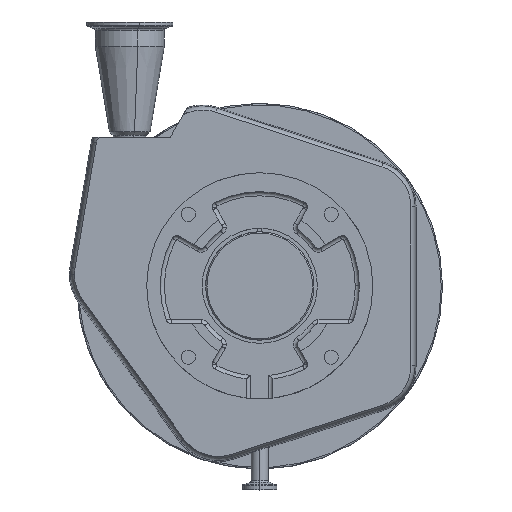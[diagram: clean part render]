
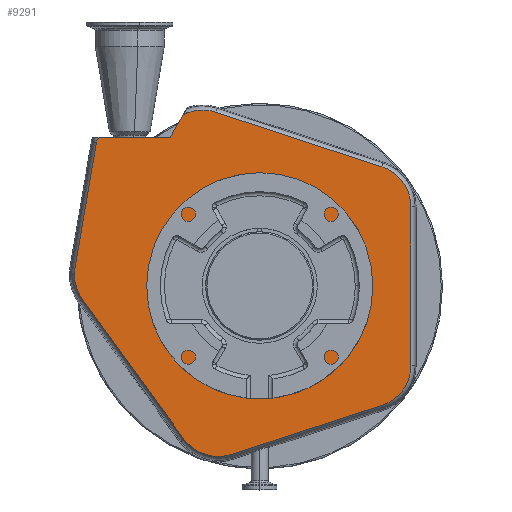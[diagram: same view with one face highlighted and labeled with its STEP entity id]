
A CAD part, top view. The second image highlights one B-rep face of the part: STEP entity #9291.
In plain terms, the highlighted planar face has unit normal (0, 0, 1).
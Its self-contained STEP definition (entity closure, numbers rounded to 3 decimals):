
#128 = CIRCLE ( 'NONE', #6932, 31.169 ) ;
#134 = ORIENTED_EDGE ( 'NONE', *, *, #10228, .F. ) ;
#259 = EDGE_CURVE ( 'NONE', #9366, #12295, #2973, .T. ) ;
#490 = EDGE_CURVE ( 'NONE', #1183, #11201, #10273, .T. ) ;
#492 = CARTESIAN_POINT ( 'NONE',  ( -21.115, -124.274, -141.5 ) ) ;
#531 = EDGE_CURVE ( 'NONE', #9389, #1183, #3350, .T. ) ;
#558 = LINE ( 'NONE', #492, #9377 ) ;
#723 = DIRECTION ( 'NONE',  ( 1., 0., 0. ) ) ;
#869 = CARTESIAN_POINT ( 'NONE',  ( 0., 175., -141.5 ) ) ;
#875 = EDGE_LOOP ( 'NONE', ( #3656, #2834, #11966, #1817, #11887, #6572, #11568, #7036, #12997, #4896, #9513, #134, #3019, #10223, #5457 ) ) ;
#1029 = EDGE_CURVE ( 'NONE', #2922, #10543, #2671, .T. ) ;
#1039 = VERTEX_POINT ( 'NONE', #7343 ) ;
#1084 = VECTOR ( 'NONE', #12645, 1000. ) ;
#1183 = VERTEX_POINT ( 'NONE', #10608 ) ;
#1245 = DIRECTION ( 'NONE',  ( 0., 0., 1. ) ) ;
#1436 = LINE ( 'NONE', #5766, #8742 ) ;
#1513 = CARTESIAN_POINT ( 'NONE',  ( 80.497, 58.485, -141.5 ) ) ;
#1614 = DIRECTION ( 'NONE',  ( 0., 0., -1. ) ) ;
#1617 = DIRECTION ( 'NONE',  ( 1., 0., 0. ) ) ;
#1630 = AXIS2_PLACEMENT_3D ( 'NONE', #1513, #5838, #13408 ) ;
#1715 = EDGE_CURVE ( 'NONE', #10543, #2922, #6116, .T. ) ;
#1789 = CARTESIAN_POINT ( 'NONE',  ( -66., 110., -141.5 ) ) ;
#1790 = EDGE_LOOP ( 'NONE', ( #11342, #8989 ) ) ;
#1817 = ORIENTED_EDGE ( 'NONE', *, *, #9253, .F. ) ;
#1846 = DIRECTION ( 'NONE',  ( 0.95, -0.313, 0. ) ) ;
#1907 = CARTESIAN_POINT ( 'NONE',  ( -120.629, 106.114, -141.5 ) ) ;
#2003 = DIRECTION ( 'NONE',  ( 0., 0., 1. ) ) ;
#2008 = CARTESIAN_POINT ( 'NONE',  ( 90.246, 88.09, -141.5 ) ) ;
#2109 = CARTESIAN_POINT ( 'NONE',  ( -54.056, 127.697, -141.5 ) ) ;
#2306 = VECTOR ( 'NONE', #13950, 1000. ) ;
#2671 = CIRCLE ( 'NONE', #10627, 55. ) ;
#2692 = DIRECTION ( 'NONE',  ( -0.588, 0.809, 0. ) ) ;
#2739 = CARTESIAN_POINT ( 'NONE',  ( 111.666, -94.63, -141.5 ) ) ;
#2832 = AXIS2_PLACEMENT_3D ( 'NONE', #869, #2003, #5285 ) ;
#2834 = ORIENTED_EDGE ( 'NONE', *, *, #7664, .T. ) ;
#2922 = VERTEX_POINT ( 'NONE', #7740 ) ;
#2971 = CARTESIAN_POINT ( 'NONE',  ( -141.268, 339.257, -141.5 ) ) ;
#2973 = LINE ( 'NONE', #5112, #6067 ) ;
#2974 = DIRECTION ( 'NONE',  ( 1., 0., 0. ) ) ;
#2997 = PLANE ( 'NONE',  #2832 ) ;
#3019 = ORIENTED_EDGE ( 'NONE', *, *, #7196, .F. ) ;
#3199 = CARTESIAN_POINT ( 'NONE',  ( -105.659, 8.501, -141.5 ) ) ;
#3313 = AXIS2_PLACEMENT_3D ( 'NONE', #7400, #11678, #6263 ) ;
#3350 = CIRCLE ( 'NONE', #10614, 31.169 ) ;
#3358 = CIRCLE ( 'NONE', #11315, 31.169 ) ;
#3656 = ORIENTED_EDGE ( 'NONE', *, *, #12875, .F. ) ;
#3866 = DIRECTION ( 'NONE',  ( 0., 0., -1. ) ) ;
#3922 = VERTEX_POINT ( 'NONE', #10494 ) ;
#4035 = CARTESIAN_POINT ( 'NONE',  ( -21.354, 187.329, -141.5 ) ) ;
#4071 = FACE_BOUND ( 'NONE', #1790, .T. ) ;
#4471 = EDGE_CURVE ( 'NONE', #1039, #9389, #13088, .T. ) ;
#4896 = ORIENTED_EDGE ( 'NONE', *, *, #8351, .F. ) ;
#4957 = CARTESIAN_POINT ( 'NONE',  ( -151.359, -74.059, -141.5 ) ) ;
#5068 = VECTOR ( 'NONE', #2692, 1000. ) ;
#5112 = CARTESIAN_POINT ( 'NONE',  ( 35.373, 106.16, -141.5 ) ) ;
#5169 = VERTEX_POINT ( 'NONE', #7076 ) ;
#5285 = DIRECTION ( 'NONE',  ( 1., 0., 0. ) ) ;
#5331 = EDGE_CURVE ( 'NONE', #5355, #10896, #1436, .T. ) ;
#5355 = VERTEX_POINT ( 'NONE', #1789 ) ;
#5417 = CARTESIAN_POINT ( 'NONE',  ( -32.427, 128.486, -141.5 ) ) ;
#5457 = ORIENTED_EDGE ( 'NONE', *, *, #13991, .F. ) ;
#5496 = DIRECTION ( 'NONE',  ( -1., 0., 0. ) ) ;
#5697 = VERTEX_POINT ( 'NONE', #8672 ) ;
#5766 = CARTESIAN_POINT ( 'NONE',  ( 0., 110., -141.5 ) ) ;
#5838 = DIRECTION ( 'NONE',  ( 0., 0., -1. ) ) ;
#5894 = DIRECTION ( 'NONE',  ( -0.951, -0.309, 0. ) ) ;
#5937 = DIRECTION ( 'NONE',  ( 0., -1., 0. ) ) ;
#5940 = DIRECTION ( 'NONE',  ( 1., 0., 0. ) ) ;
#6067 = VECTOR ( 'NONE', #1846, 1000. ) ;
#6116 = CIRCLE ( 'NONE', #8617, 55. ) ;
#6132 = VERTEX_POINT ( 'NONE', #7731 ) ;
#6263 = DIRECTION ( 'NONE',  ( 1., 0., 0. ) ) ;
#6572 = ORIENTED_EDGE ( 'NONE', *, *, #531, .F. ) ;
#6607 = CIRCLE ( 'NONE', #1630, 31.169 ) ;
#6932 = AXIS2_PLACEMENT_3D ( 'NONE', #7171, #11653, #2974 ) ;
#7005 = DIRECTION ( 'NONE',  ( 0., 0., -1. ) ) ;
#7036 = ORIENTED_EDGE ( 'NONE', *, *, #8402, .F. ) ;
#7075 = CARTESIAN_POINT ( 'NONE',  ( 80.497, -58.485, -141.5 ) ) ;
#7076 = CARTESIAN_POINT ( 'NONE',  ( -55.966, -112.948, -141.5 ) ) ;
#7171 = CARTESIAN_POINT ( 'NONE',  ( -42.176, 98.881, -141.5 ) ) ;
#7196 = EDGE_CURVE ( 'NONE', #12295, #6132, #6607, .T. ) ;
#7343 = CARTESIAN_POINT ( 'NONE',  ( -130.877, -9.817, -141.5 ) ) ;
#7375 = DIRECTION ( 'NONE',  ( -1., 0., 0. ) ) ;
#7400 = CARTESIAN_POINT ( 'NONE',  ( -113.59, 104.914, -141.5 ) ) ;
#7415 = CARTESIAN_POINT ( 'NONE',  ( 0., 0., -141.5 ) ) ;
#7664 = EDGE_CURVE ( 'NONE', #3922, #5355, #12946, .T. ) ;
#7729 = CIRCLE ( 'NONE', #9088, 228.831 ) ;
#7731 = CARTESIAN_POINT ( 'NONE',  ( 111.666, 58.485, -141.5 ) ) ;
#7740 = CARTESIAN_POINT ( 'NONE',  ( -55., 0., -141.5 ) ) ;
#7907 = DIRECTION ( 'NONE',  ( 0., 0., 1. ) ) ;
#8079 = AXIS2_PLACEMENT_3D ( 'NONE', #11463, #3866, #723 ) ;
#8351 = EDGE_CURVE ( 'NONE', #10774, #5697, #558, .T. ) ;
#8402 = EDGE_CURVE ( 'NONE', #5169, #1039, #11233, .T. ) ;
#8617 = AXIS2_PLACEMENT_3D ( 'NONE', #11034, #7907, #10038 ) ;
#8672 = CARTESIAN_POINT ( 'NONE',  ( -21.115, -124.274, -141.5 ) ) ;
#8696 = VERTEX_POINT ( 'NONE', #2109 ) ;
#8742 = VECTOR ( 'NONE', #5496, 1000. ) ;
#8989 = ORIENTED_EDGE ( 'NONE', *, *, #1029, .F. ) ;
#9088 = AXIS2_PLACEMENT_3D ( 'NONE', #2971, #1245, #7375 ) ;
#9157 = EDGE_CURVE ( 'NONE', #5697, #5169, #12641, .T. ) ;
#9253 = EDGE_CURVE ( 'NONE', #11201, #10896, #9452, .T. ) ;
#9291 = ADVANCED_FACE ( 'NONE', ( #4071, #13913 ), #2997, .T. ) ;
#9366 = VERTEX_POINT ( 'NONE', #5417 ) ;
#9377 = VECTOR ( 'NONE', #5894, 1000. ) ;
#9389 = VERTEX_POINT ( 'NONE', #10023 ) ;
#9452 = CIRCLE ( 'NONE', #3313, 7.141 ) ;
#9459 = VECTOR ( 'NONE', #5937, 1000. ) ;
#9513 = ORIENTED_EDGE ( 'NONE', *, *, #11488, .F. ) ;
#9742 = DIRECTION ( 'NONE',  ( 1., 0., 0. ) ) ;
#9869 = CARTESIAN_POINT ( 'NONE',  ( -118.603, 110., -141.5 ) ) ;
#10023 = CARTESIAN_POINT ( 'NONE',  ( -136.828, 8.501, -141.5 ) ) ;
#10038 = DIRECTION ( 'NONE',  ( 1., 0., 0. ) ) ;
#10223 = ORIENTED_EDGE ( 'NONE', *, *, #259, .F. ) ;
#10228 = EDGE_CURVE ( 'NONE', #6132, #13058, #12285, .T. ) ;
#10273 = LINE ( 'NONE', #4957, #1084 ) ;
#10341 = CARTESIAN_POINT ( 'NONE',  ( -105.659, 8.501, -141.5 ) ) ;
#10494 = CARTESIAN_POINT ( 'NONE',  ( -56.311, 126.782, -141.5 ) ) ;
#10543 = VERTEX_POINT ( 'NONE', #11171 ) ;
#10608 = CARTESIAN_POINT ( 'NONE',  ( -136.384, 13.741, -141.5 ) ) ;
#10614 = AXIS2_PLACEMENT_3D ( 'NONE', #10341, #7005, #1617 ) ;
#10627 = AXIS2_PLACEMENT_3D ( 'NONE', #7415, #13783, #11839 ) ;
#10774 = VERTEX_POINT ( 'NONE', #12967 ) ;
#10896 = VERTEX_POINT ( 'NONE', #9869 ) ;
#11023 = AXIS2_PLACEMENT_3D ( 'NONE', #3199, #13826, #9742 ) ;
#11034 = CARTESIAN_POINT ( 'NONE',  ( 0., 0., -141.5 ) ) ;
#11120 = CARTESIAN_POINT ( 'NONE',  ( 111.666, -58.485, -141.5 ) ) ;
#11171 = CARTESIAN_POINT ( 'NONE',  ( 55., 0., -141.5 ) ) ;
#11201 = VERTEX_POINT ( 'NONE', #1907 ) ;
#11233 = LINE ( 'NONE', #13609, #5068 ) ;
#11315 = AXIS2_PLACEMENT_3D ( 'NONE', #7075, #1614, #5940 ) ;
#11342 = ORIENTED_EDGE ( 'NONE', *, *, #1715, .F. ) ;
#11463 = CARTESIAN_POINT ( 'NONE',  ( -30.747, -94.63, -141.5 ) ) ;
#11488 = EDGE_CURVE ( 'NONE', #13058, #10774, #3358, .T. ) ;
#11568 = ORIENTED_EDGE ( 'NONE', *, *, #4471, .F. ) ;
#11653 = DIRECTION ( 'NONE',  ( 0., 0., -1. ) ) ;
#11678 = DIRECTION ( 'NONE',  ( 0., 0., -1. ) ) ;
#11839 = DIRECTION ( 'NONE',  ( 1., 0., 0. ) ) ;
#11887 = ORIENTED_EDGE ( 'NONE', *, *, #490, .F. ) ;
#11966 = ORIENTED_EDGE ( 'NONE', *, *, #5331, .T. ) ;
#12285 = LINE ( 'NONE', #2739, #9459 ) ;
#12295 = VERTEX_POINT ( 'NONE', #2008 ) ;
#12641 = CIRCLE ( 'NONE', #8079, 31.169 ) ;
#12645 = DIRECTION ( 'NONE',  ( 0.168, 0.986, 0. ) ) ;
#12875 = EDGE_CURVE ( 'NONE', #3922, #8696, #7729, .T. ) ;
#12946 = LINE ( 'NONE', #4035, #2306 ) ;
#12967 = CARTESIAN_POINT ( 'NONE',  ( 90.129, -88.128, -141.5 ) ) ;
#12997 = ORIENTED_EDGE ( 'NONE', *, *, #9157, .F. ) ;
#13058 = VERTEX_POINT ( 'NONE', #11120 ) ;
#13088 = CIRCLE ( 'NONE', #11023, 31.169 ) ;
#13408 = DIRECTION ( 'NONE',  ( 1., 0., 0. ) ) ;
#13609 = CARTESIAN_POINT ( 'NONE',  ( -55.966, -112.948, -141.5 ) ) ;
#13783 = DIRECTION ( 'NONE',  ( 0., 0., 1. ) ) ;
#13826 = DIRECTION ( 'NONE',  ( 0., 0., -1. ) ) ;
#13913 = FACE_OUTER_BOUND ( 'NONE', #875, .T. ) ;
#13950 = DIRECTION ( 'NONE',  ( -0.5, -0.866, 0. ) ) ;
#13991 = EDGE_CURVE ( 'NONE', #8696, #9366, #128, .T. ) ;
